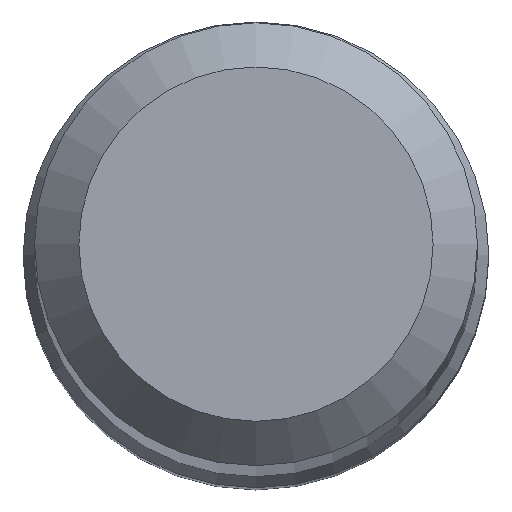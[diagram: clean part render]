
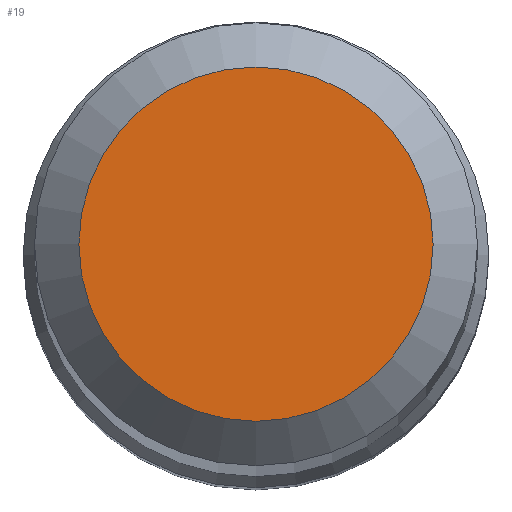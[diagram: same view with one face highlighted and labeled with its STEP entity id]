
A CAD part, top view. The second image highlights one B-rep face of the part: STEP entity #19.
In plain terms, the highlighted planar face has unit normal (0, 0, 1).
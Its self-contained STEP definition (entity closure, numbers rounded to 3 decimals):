
#9 = DIRECTION ( 'NONE',  ( 0., 0., 1. ) ) ;
#10 = AXIS2_PLACEMENT_3D ( 'NONE', #110, #9, #123 ) ;
#19 = ADVANCED_FACE ( 'NONE', ( #104 ), #158, .T. ) ;
#81 = CIRCLE ( 'NONE', #142, 2.4 ) ;
#92 = CARTESIAN_POINT ( 'NONE',  ( 0., 0., 101. ) ) ;
#104 = FACE_OUTER_BOUND ( 'NONE', #166, .T. ) ;
#110 = CARTESIAN_POINT ( 'NONE',  ( 0., 0., 101. ) ) ;
#112 = DIRECTION ( 'NONE',  ( 0., 0., -1. ) ) ;
#123 = DIRECTION ( 'NONE',  ( 0., -1., 0. ) ) ;
#130 = DIRECTION ( 'NONE',  ( 0., 1., 0. ) ) ;
#142 = AXIS2_PLACEMENT_3D ( 'NONE', #92, #112, #130 ) ;
#154 = CARTESIAN_POINT ( 'NONE',  ( 0., 2.4, 101. ) ) ;
#158 = PLANE ( 'NONE',  #10 ) ;
#166 = EDGE_LOOP ( 'NONE', ( #214 ) ) ;
#171 = VERTEX_POINT ( 'NONE', #154 ) ;
#214 = ORIENTED_EDGE ( 'NONE', *, *, #241, .F. ) ;
#241 = EDGE_CURVE ( 'NONE', #171, #171, #81, .T. ) ;
